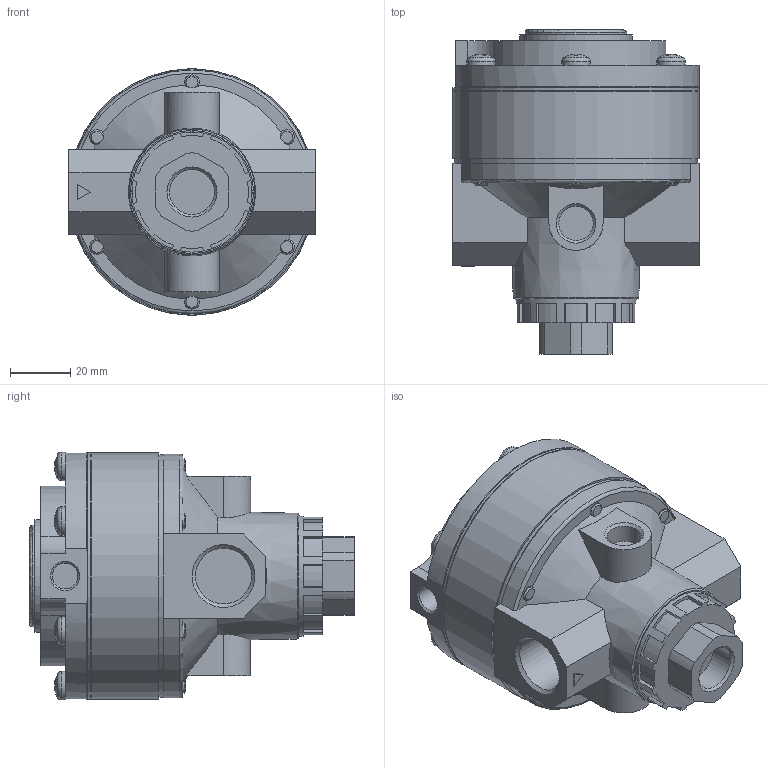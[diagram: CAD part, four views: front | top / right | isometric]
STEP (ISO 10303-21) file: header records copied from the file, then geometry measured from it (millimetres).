
FILE_DESCRIPTION( ( 'STEP AP203' ), ' ' );
FILE_NAME( '9.6233.00.460.2V.stp', '2017-04-12T15:04:29', ( '' ), ( '' ), ' ', 'PARTsolutions', ' ' );
FILE_SCHEMA( ( 'CONFIG_CONTROL_DESIGN' ) );
Length unit declared in the file: millimetre
Products named in the file (1): _9.6233.00.460.2V
Bounding box: 82 x 108 x 82.5 mm (x, y, z)
Volume: 338443.3 mm3; surface area: 38751.2 mm2
Topology: 1 solids, 1 shells, 306 faces, 799 edges, 523 vertices
Faces by surface type: plane 198, cylinder 73, cone 19, torus 10, sphere 6
Full cylindrical faces by diameter (mm): 3.2 x2, 3.242 x6, 4 x2, 8.566 x1, 9.5 x6, 11.445 x1, 14.95 x1, 18.631 x2, 33.7 x1, 34.16 x1, 37.6 x1, 40 x1, 80.7 x1, 82 x2
Entity records: 9359 total; most frequent: CARTESIAN_POINT 1947, DIRECTION 1593, ORIENTED_EDGE 1454, EDGE_CURVE 727, AXIS2_PLACEMENT_3D 617, VERTEX_POINT 503, EDGE_LOOP 386, LINE 359
